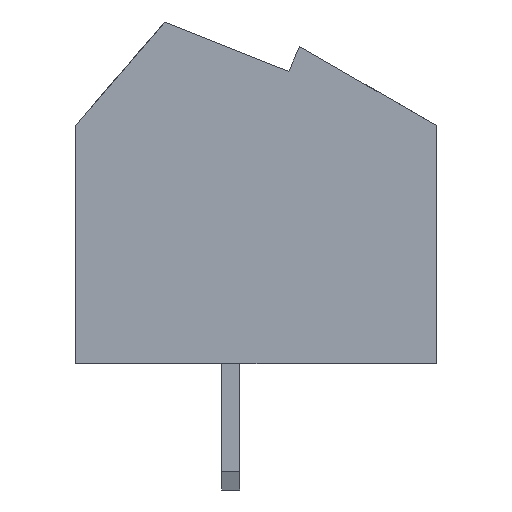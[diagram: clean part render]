
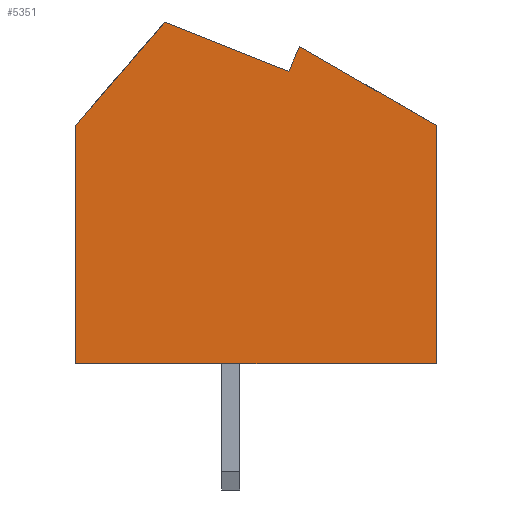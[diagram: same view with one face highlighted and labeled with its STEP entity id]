
A CAD part, left-side view. The second image highlights one B-rep face of the part: STEP entity #5351.
In plain terms, the highlighted planar face has unit normal (-1, 0, 0).
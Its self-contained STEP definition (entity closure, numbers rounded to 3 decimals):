
#478=ORIENTED_EDGE('',*,*,#1795,.F.);
#479=ORIENTED_EDGE('',*,*,#1870,.F.);
#480=ORIENTED_EDGE('',*,*,#1819,.F.);
#481=ORIENTED_EDGE('',*,*,#1835,.F.);
#482=ORIENTED_EDGE('',*,*,#1956,.F.);
#483=ORIENTED_EDGE('',*,*,#1953,.F.);
#484=ORIENTED_EDGE('',*,*,#1861,.F.);
#1795=EDGE_CURVE('',#2557,#2558,#3070,.T.);
#1819=EDGE_CURVE('',#2581,#2582,#3094,.T.);
#1835=EDGE_CURVE('',#2597,#2581,#3110,.T.);
#1861=EDGE_CURVE('',#2558,#2620,#3131,.T.);
#1870=EDGE_CURVE('',#2582,#2557,#3138,.T.);
#1953=EDGE_CURVE('',#2620,#2687,#3212,.T.);
#1956=EDGE_CURVE('',#2687,#2597,#3215,.T.);
#2557=VERTEX_POINT('',#7621);
#2558=VERTEX_POINT('',#7622);
#2581=VERTEX_POINT('',#7670);
#2582=VERTEX_POINT('',#7671);
#2597=VERTEX_POINT('',#7703);
#2620=VERTEX_POINT('',#7756);
#2687=VERTEX_POINT('',#7928);
#3070=LINE('',#7620,#3753);
#3094=LINE('',#7669,#3777);
#3110=LINE('',#7702,#3793);
#3131=LINE('',#7755,#3814);
#3138=LINE('',#7773,#3821);
#3212=LINE('',#7927,#3895);
#3215=LINE('',#7933,#3898);
#3753=VECTOR('',#6129,1000.);
#3777=VECTOR('',#6155,1000.);
#3793=VECTOR('',#6173,1000.);
#3814=VECTOR('',#6212,1000.);
#3821=VECTOR('',#6225,1000.);
#3895=VECTOR('',#6341,1000.);
#3898=VECTOR('',#6346,1000.);
#4427=EDGE_LOOP('',(#478,#479,#480,#481,#482,#483,#484));
#4782=FACE_BOUND('',#4427,.T.);
#5100=PLANE('',#5713);
#5351=ADVANCED_FACE('',(#4782),#5100,.F.);
#5713=AXIS2_PLACEMENT_3D('',#7936,#6350,#6351);
#6129=DIRECTION('',(0.,0.,1.));
#6155=DIRECTION('',(0.,0.,-1.));
#6173=DIRECTION('',(0.,-0.866,-0.5));
#6212=DIRECTION('',(0.,-0.652,0.758));
#6225=DIRECTION('',(0.,1.,0.));
#6341=DIRECTION('',(0.,-0.929,-0.37));
#6346=DIRECTION('',(0.,-0.391,0.92));
#6350=DIRECTION('',(1.,0.,0.));
#6351=DIRECTION('',(0.,0.,-1.));
#7620=CARTESIAN_POINT('',(-7.,5.,-3.3));
#7621=CARTESIAN_POINT('',(-7.,5.,-3.3));
#7622=CARTESIAN_POINT('',(-7.,5.,3.3));
#7669=CARTESIAN_POINT('',(-7.,-5.,3.3));
#7670=CARTESIAN_POINT('',(-7.,-5.,3.3));
#7671=CARTESIAN_POINT('',(-7.,-5.,-3.3));
#7702=CARTESIAN_POINT('',(-7.,-1.204,5.492));
#7703=CARTESIAN_POINT('',(-7.,-1.204,5.492));
#7755=CARTESIAN_POINT('',(-7.,5.,3.3));
#7756=CARTESIAN_POINT('',(-7.,2.531,6.17));
#7773=CARTESIAN_POINT('',(-7.,5.,-3.3));
#7927=CARTESIAN_POINT('',(-7.,2.531,6.17));
#7928=CARTESIAN_POINT('',(-7.,-0.911,4.801));
#7933=CARTESIAN_POINT('',(-7.,-0.911,4.801));
#7936=CARTESIAN_POINT('',(-7.,0.,0.));
